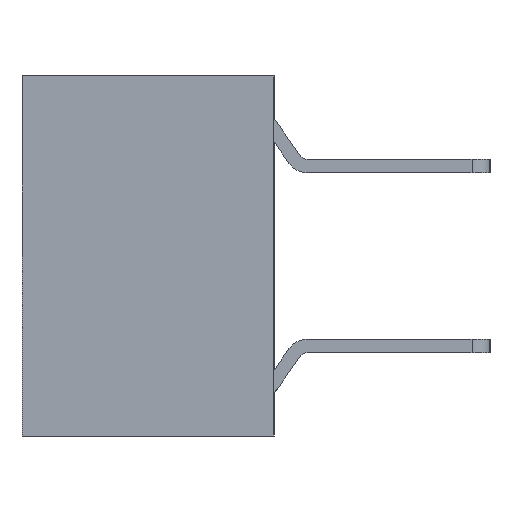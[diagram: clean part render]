
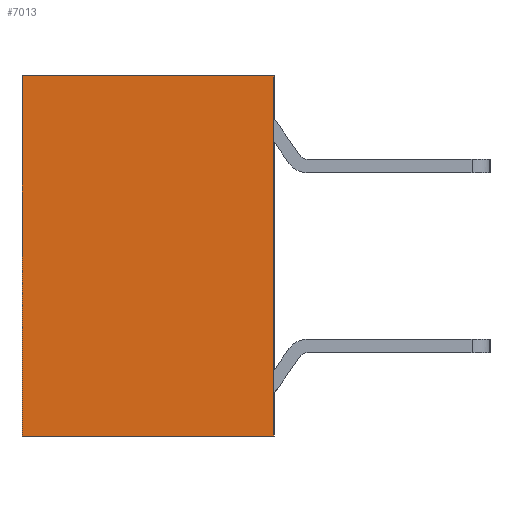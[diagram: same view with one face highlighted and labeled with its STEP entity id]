
A CAD part, left-side view. The second image highlights one B-rep face of the part: STEP entity #7013.
In plain terms, the highlighted planar face has unit normal (-1, 0, 0).
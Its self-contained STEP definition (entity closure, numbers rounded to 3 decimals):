
#4976=CARTESIAN_POINT('',(22.,3.8,0.));
#4977=VERTEX_POINT('',#4976);
#4987=CARTESIAN_POINT('',(22.,1.,0.));
#4988=VERTEX_POINT('',#4987);
#4989=CARTESIAN_POINT('',(22.,3.8,0.));
#4990=CARTESIAN_POINT('',(22.,3.24,0.));
#4991=CARTESIAN_POINT('',(22.,2.68,0.));
#4992=CARTESIAN_POINT('',(22.,2.12,0.));
#4993=CARTESIAN_POINT('',(22.,1.56,0.));
#4994=CARTESIAN_POINT('',(22.,1.,0.));
#4995=B_SPLINE_CURVE_WITH_KNOTS('',5,(#4989,#4990,#4991,#4992,#4993,#4994),.UNSPECIFIED.,.F.,.U.,(6,6),(0.,2.8),.UNSPECIFIED.);
#4996=EDGE_CURVE('',#4977,#4988,#4995,.T.);
#5620=CARTESIAN_POINT('',(22.,1.,-4.));
#5621=VERTEX_POINT('',#5620);
#5631=CARTESIAN_POINT('',(22.,3.8,-4.));
#5632=VERTEX_POINT('',#5631);
#5633=CARTESIAN_POINT('',(22.,3.8,-4.));
#5634=CARTESIAN_POINT('',(22.,3.24,-4.));
#5635=CARTESIAN_POINT('',(22.,2.68,-4.));
#5636=CARTESIAN_POINT('',(22.,2.12,-4.));
#5637=CARTESIAN_POINT('',(22.,1.56,-4.));
#5638=CARTESIAN_POINT('',(22.,1.,-4.));
#5639=B_SPLINE_CURVE_WITH_KNOTS('',5,(#5633,#5634,#5635,#5636,#5637,#5638),.UNSPECIFIED.,.F.,.U.,(6,6),(0.,2.8),.UNSPECIFIED.);
#5640=EDGE_CURVE('',#5632,#5621,#5639,.T.);
#5674=CARTESIAN_POINT('',(22.,3.8,0.));
#5675=CARTESIAN_POINT('',(22.,3.8,-0.8));
#5676=CARTESIAN_POINT('',(22.,3.8,-1.6));
#5677=CARTESIAN_POINT('',(22.,3.8,-2.4));
#5678=CARTESIAN_POINT('',(22.,3.8,-3.2));
#5679=CARTESIAN_POINT('',(22.,3.8,-4.));
#5680=B_SPLINE_CURVE_WITH_KNOTS('',5,(#5674,#5675,#5676,#5677,#5678,#5679),.UNSPECIFIED.,.F.,.U.,(6,6),(0.,4.),.UNSPECIFIED.);
#5681=EDGE_CURVE('',#4977,#5632,#5680,.T.);
#6975=CARTESIAN_POINT('',(22.,2.575,-2.));
#6976=DIRECTION('',(0.,0.,1.));
#6977=DIRECTION('',(-1.,0.,0.));
#6978=AXIS2_PLACEMENT_3D('',#6975,#6977,#6976);
#6979=PLANE('',#6978);
#6980=CARTESIAN_POINT('',(22.,1.,-0.425));
#6981=VERTEX_POINT('',#6980);
#6982=CARTESIAN_POINT('',(22.,1.,0.));
#6983=CARTESIAN_POINT('',(22.,1.,-0.085));
#6984=CARTESIAN_POINT('',(22.,1.,-0.17));
#6985=CARTESIAN_POINT('',(22.,1.,-0.255));
#6986=CARTESIAN_POINT('',(22.,1.,-0.34));
#6987=CARTESIAN_POINT('',(22.,1.,-0.425));
#6988=B_SPLINE_CURVE_WITH_KNOTS('',5,(#6982,#6983,#6984,#6985,#6986,#6987),.UNSPECIFIED.,.F.,.U.,(6,6),(0.,0.425),.UNSPECIFIED.);
#6989=EDGE_CURVE('',#4988,#6981,#6988,.T.);
#6990=ORIENTED_EDGE('',*,*,#6989,.F.);
#6991=ORIENTED_EDGE('',*,*,#4996,.F.);
#6992=ORIENTED_EDGE('',*,*,#5681,.T.);
#6993=ORIENTED_EDGE('',*,*,#5640,.T.);
#6994=CARTESIAN_POINT('',(22.,1.,-3.575));
#6995=VERTEX_POINT('',#6994);
#6996=CARTESIAN_POINT('',(22.,1.,-4.));
#6997=CARTESIAN_POINT('',(22.,1.,-3.915));
#6998=CARTESIAN_POINT('',(22.,1.,-3.83));
#6999=CARTESIAN_POINT('',(22.,1.,-3.745));
#7000=CARTESIAN_POINT('',(22.,1.,-3.66));
#7001=CARTESIAN_POINT('',(22.,1.,-3.575));
#7002=B_SPLINE_CURVE_WITH_KNOTS('',5,(#6996,#6997,#6998,#6999,#7000,#7001),.UNSPECIFIED.,.F.,.U.,(6,6),(0.,0.425),.UNSPECIFIED.);
#7003=EDGE_CURVE('',#5621,#6995,#7002,.T.);
#7004=ORIENTED_EDGE('',*,*,#7003,.T.);
#7005=CARTESIAN_POINT('',(22.,1.,-3.575));
#7006=DIRECTION('',(0.,0.,1.));
#7007=VECTOR('',#7006,3.15);
#7008=LINE('',#7005,#7007);
#7009=EDGE_CURVE('',#6995,#6981,#7008,.T.);
#7010=ORIENTED_EDGE('',*,*,#7009,.T.);
#7011=EDGE_LOOP('',(#6990,#6991,#6992,#6993,#7004,#7010));
#7012=FACE_OUTER_BOUND('',#7011,.T.);
#7013=ADVANCED_FACE('',(#7012),#6979,.T.);
